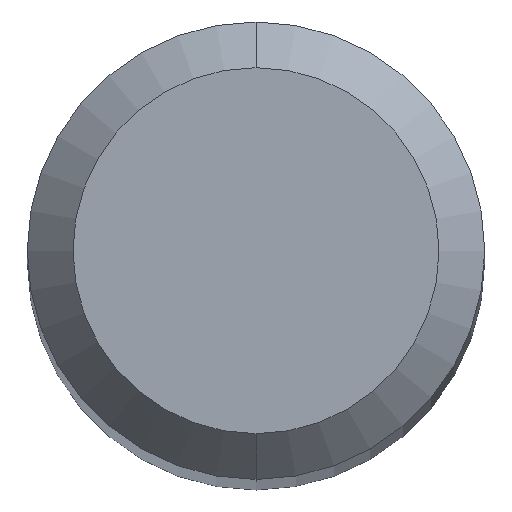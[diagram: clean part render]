
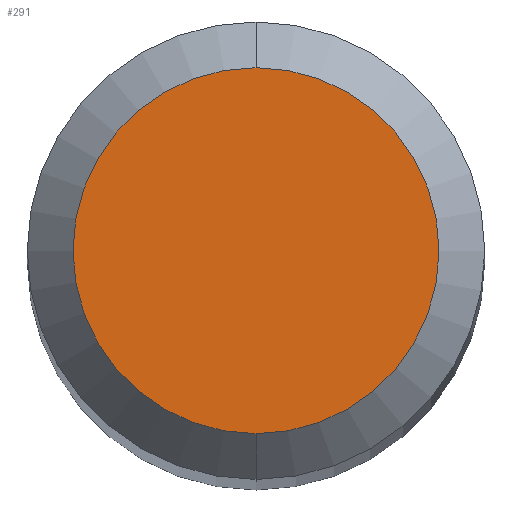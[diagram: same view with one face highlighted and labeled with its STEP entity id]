
A CAD part, top view. The second image highlights one B-rep face of the part: STEP entity #291.
In plain terms, the highlighted planar face has unit normal (0, 0, 1).
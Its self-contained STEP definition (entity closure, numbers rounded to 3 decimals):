
#203=VERTEX_POINT('',#498);
#267=EDGE_CURVE('',#281,#203,#568,.T.);
#281=VERTEX_POINT('',#582);
#291=ADVANCED_FACE('',(#593),#594,.T.);
#421=EDGE_CURVE('',#203,#281,#736,.T.);
#498=CARTESIAN_POINT('',(0.,-1.2,0.0));
#568=CIRCLE('',#996,1.2);
#582=CARTESIAN_POINT('',(0.0,1.2,0.0));
#593=FACE_OUTER_BOUND('',#1026,.T.);
#594=PLANE('',#1027);
#736=CIRCLE('',#1353,1.2);
#996=AXIS2_PLACEMENT_3D('',#1504,#1505,#1506);
#1026=EDGE_LOOP('',(#1520,#1521));
#1027=AXIS2_PLACEMENT_3D('',#1522,#1523,#1524);
#1353=AXIS2_PLACEMENT_3D('',#1683,#1684,#1685);
#1504=CARTESIAN_POINT('',(0.0,0.0,0.0));
#1505=DIRECTION('',(0.0,0.0,-1.0));
#1506=DIRECTION('',(0.0,1.0,0.0));
#1520=ORIENTED_EDGE('',*,*,#267,.F.);
#1521=ORIENTED_EDGE('',*,*,#421,.F.);
#1522=CARTESIAN_POINT('',(0.0,0.6,0.0));
#1523=DIRECTION('',(-0.0,0.0,1.0));
#1524=DIRECTION('',(0.0,-1.0,0.0));
#1683=CARTESIAN_POINT('',(0.0,0.0,0.0));
#1684=DIRECTION('',(0.0,0.0,-1.0));
#1685=DIRECTION('',(0.0,1.0,0.0));
